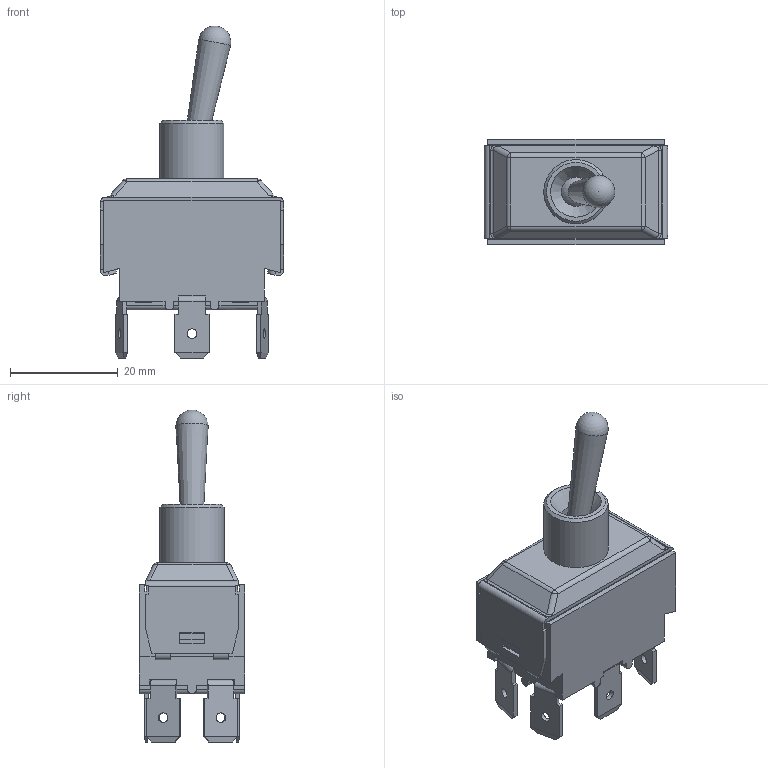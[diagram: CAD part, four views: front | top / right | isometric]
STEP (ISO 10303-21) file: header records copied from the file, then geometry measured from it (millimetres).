
FILE_DESCRIPTION(/* description */ (''),/* implementation_level */ '2;1');
FILE_NAME(/* name */ 'ST24_G_6_J_K_x00.stp',/* time_stamp */ '2020-12-18T12:55:57-06:00',/* author */ ('mroman'),/* organization */ (''),/* preprocessor_version */ 'ST-DEVELOPER v18',/* originating_system */ 'Autodesk Inventor 2020',/* authorisation */ '');
FILE_SCHEMA (('AUTOMOTIVE_DESIGN { 1 0 10303 214 3 1 1 }'));
Length unit declared in the file: millimetre
Products named in the file (1): ST24_G_6_J_K_x00
Bounding box: 34 x 19.5 x 61.5 mm (x, y, z)
Volume: 15147.6 mm3; surface area: 5988.6 mm2
Topology: 1 solids, 8 shells, 380 faces, 1023 edges, 661 vertices
Faces by surface type: plane 274, cylinder 62, cone 15, torus 12, bspline 10, sphere 7
Full cylindrical faces by diameter (mm): 1.8 x6, 2 x6, 5.4 x2
Entity records: 12188 total; most frequent: CARTESIAN_POINT 2388, ORIENTED_EDGE 2044, DIRECTION 2015, EDGE_CURVE 1022, LINE 751, VECTOR 751, VERTEX_POINT 661, AXIS2_PLACEMENT_3D 632
